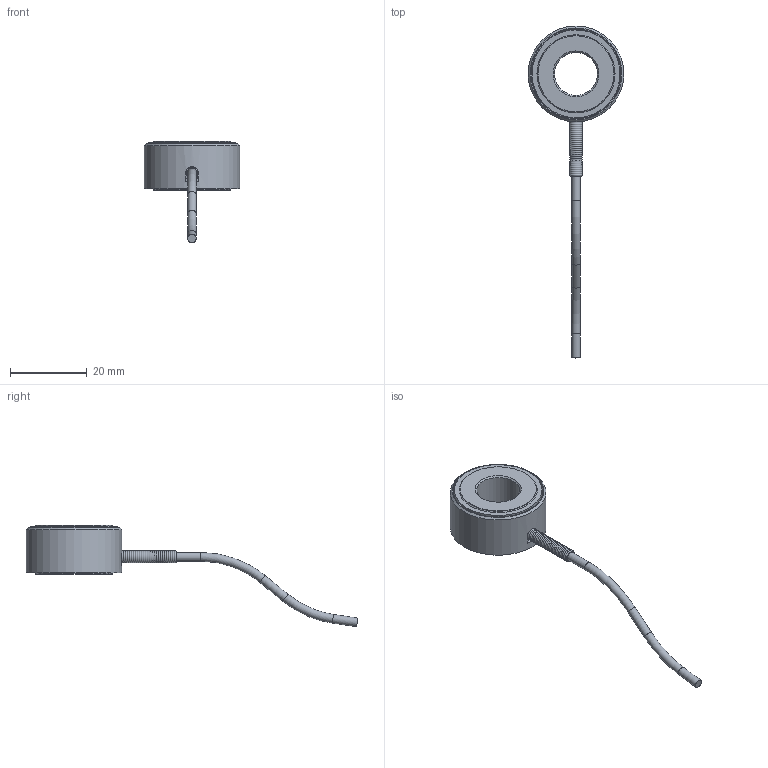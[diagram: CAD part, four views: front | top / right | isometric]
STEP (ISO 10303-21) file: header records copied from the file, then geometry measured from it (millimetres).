
FILE_DESCRIPTION((''),'2;1');
FILE_NAME('LLW350 7-16.stp','2010-11-15T11:29:00',('thomasl'),(''),'Autodesk Inventor 2008','Autodesk Inventor 2008','');
FILE_SCHEMA(('AUTOMOTIVE_DESIGN { 1 0 10303 214 1 1 1 1 }'));
Length unit declared in the file: inch
Products named in the file (2): LLW350 7-16; WIRE
Assembly tree (1 placements, depth 2):
  LLW350 7-16
    WIRE
Bounding box: 24.89 x 86.3 x 26.36 mm (x, y, z)
Volume: 4892.3 mm3; surface area: 4148 mm2
Topology: 1 solids, 1 shells, 60 faces, 134 edges, 80 vertices
Faces by surface type: torus 32, cylinder 12, plane 11, cone 3, bspline 2
Full cylindrical faces by diameter (mm): 2.261 x3, 11.176 x1, 19.812 x2, 22.86 x1, 23.368 x1, 23.419 x1, 24.892 x1
Entity records: 1609 total; most frequent: CARTESIAN_POINT 476, DIRECTION 242, ORIENTED_EDGE 150, AXIS2_PLACEMENT_3D 116, EDGE_LOOP 114, EDGE_CURVE 75, VERTEX_POINT 69, FACE_OUTER_BOUND 59
